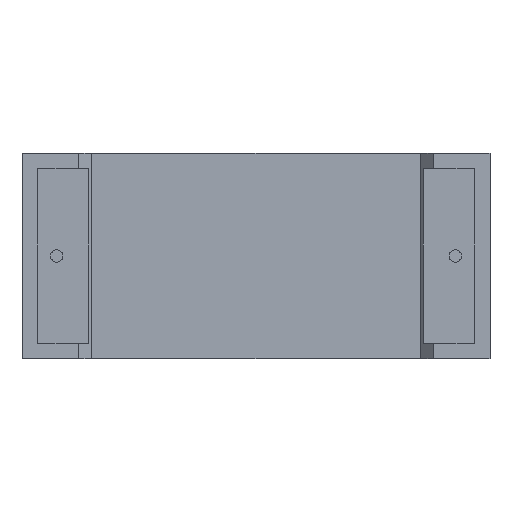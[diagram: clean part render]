
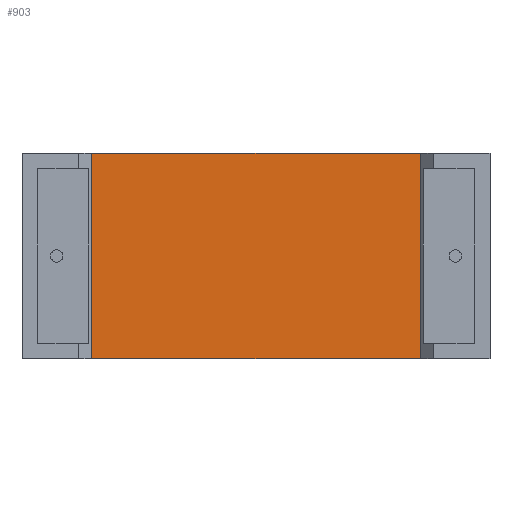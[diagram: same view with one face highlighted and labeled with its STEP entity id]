
A CAD part, front view. The second image highlights one B-rep face of the part: STEP entity #903.
In plain terms, the highlighted planar face has unit normal (0, -1, 0).
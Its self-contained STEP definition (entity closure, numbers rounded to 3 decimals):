
#3 = VERTEX_POINT ( 'NONE', #1572 ) ;
#5 = LINE ( 'NONE', #527, #1169 ) ;
#112 = VECTOR ( 'NONE', #2302, 1000. ) ;
#115 = VERTEX_POINT ( 'NONE', #1408 ) ;
#318 = AXIS2_PLACEMENT_3D ( 'NONE', #2482, #377, #2256 ) ;
#377 = DIRECTION ( 'NONE',  ( 0., 1., 0. ) ) ;
#388 = EDGE_CURVE ( 'NONE', #115, #3, #1621, .T. ) ;
#469 = VECTOR ( 'NONE', #3011, 1000. ) ;
#527 = CARTESIAN_POINT ( 'NONE',  ( 4.797, 0.969, 0. ) ) ;
#582 = DIRECTION ( 'NONE',  ( 0., 0., 1. ) ) ;
#746 = DIRECTION ( 'NONE',  ( 0., 0., 1. ) ) ;
#754 = EDGE_CURVE ( 'NONE', #1322, #1190, #2299, .T. ) ;
#792 = CARTESIAN_POINT ( 'NONE',  ( 27.503, 0.969, 0. ) ) ;
#903 = ADVANCED_FACE ( 'NONE', ( #1307 ), #2226, .F. ) ;
#1169 = VECTOR ( 'NONE', #746, 1000. ) ;
#1183 = ORIENTED_EDGE ( 'NONE', *, *, #754, .T. ) ;
#1190 = VERTEX_POINT ( 'NONE', #2131 ) ;
#1238 = LINE ( 'NONE', #792, #1910 ) ;
#1291 = CARTESIAN_POINT ( 'NONE',  ( 27.503, 0.969, 14.2 ) ) ;
#1307 = FACE_OUTER_BOUND ( 'NONE', #1342, .T. ) ;
#1322 = VERTEX_POINT ( 'NONE', #1291 ) ;
#1342 = EDGE_LOOP ( 'NONE', ( #1183, #2759, #2229, #2075 ) ) ;
#1408 = CARTESIAN_POINT ( 'NONE',  ( 27.503, 0.969, 0. ) ) ;
#1572 = CARTESIAN_POINT ( 'NONE',  ( 4.797, 0.969, 0. ) ) ;
#1621 = LINE ( 'NONE', #2090, #112 ) ;
#1819 = EDGE_CURVE ( 'NONE', #3, #1190, #5, .T. ) ;
#1910 = VECTOR ( 'NONE', #582, 1000. ) ;
#2072 = CARTESIAN_POINT ( 'NONE',  ( 16.15, 0.969, 14.2 ) ) ;
#2075 = ORIENTED_EDGE ( 'NONE', *, *, #2581, .T. ) ;
#2090 = CARTESIAN_POINT ( 'NONE',  ( 16.15, 0.969, 0. ) ) ;
#2131 = CARTESIAN_POINT ( 'NONE',  ( 4.797, 0.969, 14.2 ) ) ;
#2226 = PLANE ( 'NONE',  #318 ) ;
#2229 = ORIENTED_EDGE ( 'NONE', *, *, #388, .F. ) ;
#2256 = DIRECTION ( 'NONE',  ( -1., 0., 0. ) ) ;
#2299 = LINE ( 'NONE', #2072, #469 ) ;
#2302 = DIRECTION ( 'NONE',  ( -1., 0., 0. ) ) ;
#2482 = CARTESIAN_POINT ( 'NONE',  ( 16.15, 0.969, 0. ) ) ;
#2581 = EDGE_CURVE ( 'NONE', #115, #1322, #1238, .T. ) ;
#2759 = ORIENTED_EDGE ( 'NONE', *, *, #1819, .F. ) ;
#3011 = DIRECTION ( 'NONE',  ( -1., 0., 0. ) ) ;
